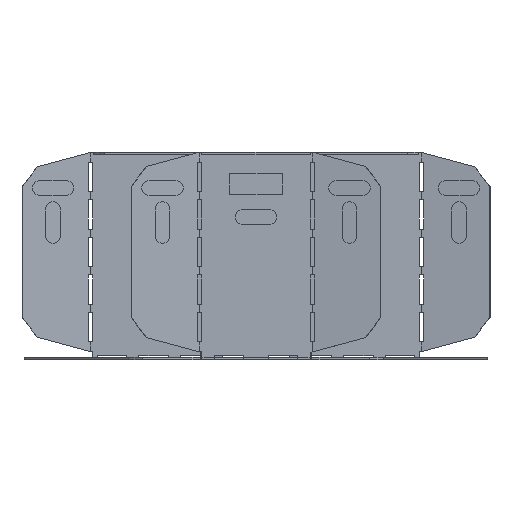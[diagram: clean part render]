
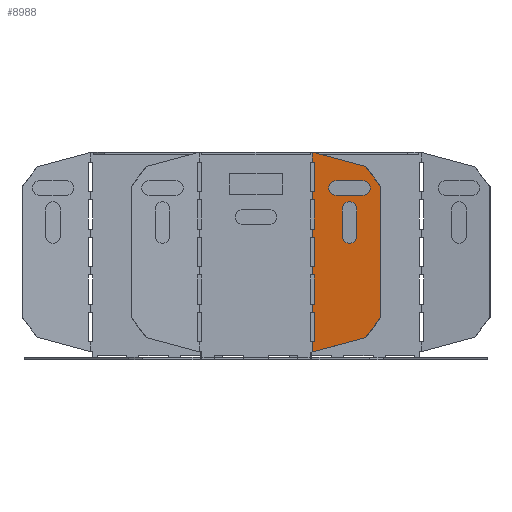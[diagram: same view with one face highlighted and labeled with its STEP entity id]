
A CAD part, front view. The second image highlights one B-rep face of the part: STEP entity #8988.
In plain terms, the highlighted planar face has unit normal (-0.131, -0.991, 0).
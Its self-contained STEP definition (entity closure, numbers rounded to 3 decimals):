
#344=FACE_OUTER_BOUND('',#709,.T.);
#709=EDGE_LOOP('',(#7210,#7211,#7212,#7213,#7214,#7215,#7216,#7217,#7218,
#7219,#7220,#7221,#7222,#7223,#7224,#7225,#7226,#7227,#7228,#7229,#7230,
#7231,#7232,#7233,#7234,#7235,#7236));
#1746=LINE('',#13960,#3017);
#1747=LINE('',#13962,#3018);
#1748=LINE('',#13964,#3019);
#1749=LINE('',#13966,#3020);
#1750=LINE('',#13968,#3021);
#1751=LINE('',#13970,#3022);
#1752=LINE('',#13972,#3023);
#1753=LINE('',#13974,#3024);
#1754=LINE('',#13976,#3025);
#1755=LINE('',#13978,#3026);
#1756=LINE('',#13980,#3027);
#1757=LINE('',#13982,#3028);
#1758=LINE('',#13984,#3029);
#1759=LINE('',#13986,#3030);
#1760=LINE('',#13988,#3031);
#1761=LINE('',#13990,#3032);
#1762=LINE('',#13992,#3033);
#1763=LINE('',#13994,#3034);
#1764=LINE('',#13996,#3035);
#1765=LINE('',#13998,#3036);
#1766=LINE('',#14000,#3037);
#1767=LINE('',#14002,#3038);
#1768=LINE('',#14004,#3039);
#1769=LINE('',#14006,#3040);
#1770=LINE('',#14008,#3041);
#1771=LINE('',#14010,#3042);
#1772=LINE('',#14011,#3043);
#3017=VECTOR('',#11221,1.);
#3018=VECTOR('',#11222,1.);
#3019=VECTOR('',#11223,1.);
#3020=VECTOR('',#11224,1.);
#3021=VECTOR('',#11225,1.);
#3022=VECTOR('',#11226,1.);
#3023=VECTOR('',#11227,1.);
#3024=VECTOR('',#11228,1.);
#3025=VECTOR('',#11229,1.);
#3026=VECTOR('',#11230,1.);
#3027=VECTOR('',#11231,1.);
#3028=VECTOR('',#11232,1.);
#3029=VECTOR('',#11233,1.);
#3030=VECTOR('',#11234,1.);
#3031=VECTOR('',#11235,1.);
#3032=VECTOR('',#11236,1.);
#3033=VECTOR('',#11237,1.);
#3034=VECTOR('',#11238,1.);
#3035=VECTOR('',#11239,1.);
#3036=VECTOR('',#11240,1.);
#3037=VECTOR('',#11241,1.);
#3038=VECTOR('',#11242,1.);
#3039=VECTOR('',#11243,1.);
#3040=VECTOR('',#11244,1.);
#3041=VECTOR('',#11245,1.);
#3042=VECTOR('',#11246,1.);
#3043=VECTOR('',#11247,1.);
#4264=VERTEX_POINT('',#13958);
#4265=VERTEX_POINT('',#13959);
#4266=VERTEX_POINT('',#13961);
#4267=VERTEX_POINT('',#13963);
#4268=VERTEX_POINT('',#13965);
#4269=VERTEX_POINT('',#13967);
#4270=VERTEX_POINT('',#13969);
#4271=VERTEX_POINT('',#13971);
#4272=VERTEX_POINT('',#13973);
#4273=VERTEX_POINT('',#13975);
#4274=VERTEX_POINT('',#13977);
#4275=VERTEX_POINT('',#13979);
#4276=VERTEX_POINT('',#13981);
#4277=VERTEX_POINT('',#13983);
#4278=VERTEX_POINT('',#13985);
#4279=VERTEX_POINT('',#13987);
#4280=VERTEX_POINT('',#13989);
#4281=VERTEX_POINT('',#13991);
#4282=VERTEX_POINT('',#13993);
#4283=VERTEX_POINT('',#13995);
#4284=VERTEX_POINT('',#13997);
#4285=VERTEX_POINT('',#13999);
#4286=VERTEX_POINT('',#14001);
#4287=VERTEX_POINT('',#14003);
#4288=VERTEX_POINT('',#14005);
#4289=VERTEX_POINT('',#14007);
#4290=VERTEX_POINT('',#14009);
#5568=EDGE_CURVE('',#4264,#4265,#1746,.T.);
#5569=EDGE_CURVE('',#4266,#4264,#1747,.T.);
#5570=EDGE_CURVE('',#4267,#4266,#1748,.T.);
#5571=EDGE_CURVE('',#4268,#4267,#1749,.T.);
#5572=EDGE_CURVE('',#4269,#4268,#1750,.T.);
#5573=EDGE_CURVE('',#4270,#4269,#1751,.T.);
#5574=EDGE_CURVE('',#4271,#4270,#1752,.T.);
#5575=EDGE_CURVE('',#4272,#4271,#1753,.T.);
#5576=EDGE_CURVE('',#4273,#4272,#1754,.T.);
#5577=EDGE_CURVE('',#4274,#4273,#1755,.T.);
#5578=EDGE_CURVE('',#4275,#4274,#1756,.T.);
#5579=EDGE_CURVE('',#4276,#4275,#1757,.T.);
#5580=EDGE_CURVE('',#4277,#4276,#1758,.T.);
#5581=EDGE_CURVE('',#4278,#4277,#1759,.T.);
#5582=EDGE_CURVE('',#4279,#4278,#1760,.T.);
#5583=EDGE_CURVE('',#4280,#4279,#1761,.T.);
#5584=EDGE_CURVE('',#4281,#4280,#1762,.T.);
#5585=EDGE_CURVE('',#4282,#4281,#1763,.T.);
#5586=EDGE_CURVE('',#4283,#4282,#1764,.T.);
#5587=EDGE_CURVE('',#4283,#4284,#1765,.T.);
#5588=EDGE_CURVE('',#4284,#4285,#1766,.T.);
#5589=EDGE_CURVE('',#4285,#4286,#1767,.T.);
#5590=EDGE_CURVE('',#4286,#4287,#1768,.T.);
#5591=EDGE_CURVE('',#4287,#4288,#1769,.T.);
#5592=EDGE_CURVE('',#4288,#4289,#1770,.T.);
#5593=EDGE_CURVE('',#4290,#4289,#1771,.T.);
#5594=EDGE_CURVE('',#4265,#4290,#1772,.T.);
#7210=ORIENTED_EDGE('',*,*,#5568,.F.);
#7211=ORIENTED_EDGE('',*,*,#5569,.F.);
#7212=ORIENTED_EDGE('',*,*,#5570,.F.);
#7213=ORIENTED_EDGE('',*,*,#5571,.F.);
#7214=ORIENTED_EDGE('',*,*,#5572,.F.);
#7215=ORIENTED_EDGE('',*,*,#5573,.F.);
#7216=ORIENTED_EDGE('',*,*,#5574,.F.);
#7217=ORIENTED_EDGE('',*,*,#5575,.F.);
#7218=ORIENTED_EDGE('',*,*,#5576,.F.);
#7219=ORIENTED_EDGE('',*,*,#5577,.F.);
#7220=ORIENTED_EDGE('',*,*,#5578,.F.);
#7221=ORIENTED_EDGE('',*,*,#5579,.F.);
#7222=ORIENTED_EDGE('',*,*,#5580,.F.);
#7223=ORIENTED_EDGE('',*,*,#5581,.F.);
#7224=ORIENTED_EDGE('',*,*,#5582,.F.);
#7225=ORIENTED_EDGE('',*,*,#5583,.F.);
#7226=ORIENTED_EDGE('',*,*,#5584,.F.);
#7227=ORIENTED_EDGE('',*,*,#5585,.F.);
#7228=ORIENTED_EDGE('',*,*,#5586,.F.);
#7229=ORIENTED_EDGE('',*,*,#5587,.T.);
#7230=ORIENTED_EDGE('',*,*,#5588,.T.);
#7231=ORIENTED_EDGE('',*,*,#5589,.T.);
#7232=ORIENTED_EDGE('',*,*,#5590,.T.);
#7233=ORIENTED_EDGE('',*,*,#5591,.T.);
#7234=ORIENTED_EDGE('',*,*,#5592,.T.);
#7235=ORIENTED_EDGE('',*,*,#5593,.F.);
#7236=ORIENTED_EDGE('',*,*,#5594,.F.);
#8623=PLANE('',#9788);
#8988=ADVANCED_FACE('',(#344),#8623,.F.);
#9788=AXIS2_PLACEMENT_3D('',#13957,#11219,#11220);
#11219=DIRECTION('center_axis',(0.131,0.991,0.));
#11220=DIRECTION('ref_axis',(0.,0.,
1.));
#11221=DIRECTION('',(0.,0.,1.));
#11222=DIRECTION('',(0.991,-0.131,0.));
#11223=DIRECTION('',(0.,0.,1.));
#11224=DIRECTION('',(-0.991,0.131,0.));
#11225=DIRECTION('',(0.,0.,1.));
#11226=DIRECTION('',(0.991,-0.131,0.));
#11227=DIRECTION('',(0.,0.,1.));
#11228=DIRECTION('',(-0.991,0.131,0.));
#11229=DIRECTION('',(0.,0.,1.));
#11230=DIRECTION('',(0.991,-0.131,0.));
#11231=DIRECTION('',(0.,0.,1.));
#11232=DIRECTION('',(-0.991,0.131,0.));
#11233=DIRECTION('',(0.,0.,1.));
#11234=DIRECTION('',(0.991,-0.131,0.));
#11235=DIRECTION('',(0.,0.,1.));
#11236=DIRECTION('',(-0.991,0.131,0.));
#11237=DIRECTION('',(0.,0.,1.));
#11238=DIRECTION('',(0.991,-0.131,0.));
#11239=DIRECTION('',(0.,0.,1.));
#11240=DIRECTION('',(0.958,-0.126,0.259));
#11241=DIRECTION('',(0.604,-0.079,0.793));
#11242=DIRECTION('',(0.,0.,1.));
#11243=DIRECTION('',(-0.604,0.079,0.793));
#11244=DIRECTION('',(-0.958,0.126,0.259));
#11245=DIRECTION('',(-0.991,0.131,0.));
#11246=DIRECTION('',(0.,0.,1.));
#11247=DIRECTION('',(-0.991,0.131,0.));
#13957=CARTESIAN_POINT('Origin',(82.634,15.353,-204.265));
#13958=CARTESIAN_POINT('',(110.394,11.698,80.534));
#13959=CARTESIAN_POINT('',(110.394,11.698,94.534));
#13960=CARTESIAN_POINT('',(110.394,11.698,87.534));
#13961=CARTESIAN_POINT('',(109.424,11.826,80.534));
#13962=CARTESIAN_POINT('',(109.942,11.757,80.534));
#13963=CARTESIAN_POINT('',(109.424,11.826,76.534));
#13964=CARTESIAN_POINT('',(109.424,11.826,-204.265));
#13965=CARTESIAN_POINT('',(110.394,11.698,76.534));
#13966=CARTESIAN_POINT('',(109.942,11.757,76.534));
#13967=CARTESIAN_POINT('',(110.394,11.698,62.534));
#13968=CARTESIAN_POINT('',(110.394,11.698,69.534));
#13969=CARTESIAN_POINT('',(109.424,11.826,62.534));
#13970=CARTESIAN_POINT('',(109.942,11.757,62.534));
#13971=CARTESIAN_POINT('',(109.424,11.826,58.534));
#13972=CARTESIAN_POINT('',(109.424,11.826,-204.265));
#13973=CARTESIAN_POINT('',(110.394,11.698,58.534));
#13974=CARTESIAN_POINT('',(109.942,11.757,58.534));
#13975=CARTESIAN_POINT('',(110.394,11.698,44.534));
#13976=CARTESIAN_POINT('',(110.394,11.698,51.534));
#13977=CARTESIAN_POINT('',(109.424,11.826,44.534));
#13978=CARTESIAN_POINT('',(109.942,11.757,44.534));
#13979=CARTESIAN_POINT('',(109.424,11.826,40.534));
#13980=CARTESIAN_POINT('',(109.424,11.826,-204.265));
#13981=CARTESIAN_POINT('',(110.394,11.698,40.534));
#13982=CARTESIAN_POINT('',(109.942,11.757,40.534));
#13983=CARTESIAN_POINT('',(110.394,11.698,26.534));
#13984=CARTESIAN_POINT('',(110.394,11.698,33.534));
#13985=CARTESIAN_POINT('',(109.424,11.826,26.534));
#13986=CARTESIAN_POINT('',(109.942,11.757,26.534));
#13987=CARTESIAN_POINT('',(109.424,11.826,22.534));
#13988=CARTESIAN_POINT('',(109.424,11.826,-204.265));
#13989=CARTESIAN_POINT('',(110.394,11.698,22.534));
#13990=CARTESIAN_POINT('',(109.942,11.757,22.534));
#13991=CARTESIAN_POINT('',(110.394,11.698,8.534));
#13992=CARTESIAN_POINT('',(110.394,11.698,15.534));
#13993=CARTESIAN_POINT('',(109.424,11.826,8.534));
#13994=CARTESIAN_POINT('',(109.942,11.757,8.534));
#13995=CARTESIAN_POINT('',(109.424,11.826,3.647));
#13996=CARTESIAN_POINT('',(109.424,11.826,-204.265));
#13997=CARTESIAN_POINT('',(134.878,8.475,10.526));
#13998=CARTESIAN_POINT('',(122.636,10.086,7.218));
#13999=CARTESIAN_POINT('',(142.12,7.521,20.046));
#14000=CARTESIAN_POINT('',(138.499,7.998,15.286));
#14001=CARTESIAN_POINT('',(142.12,7.521,83.022));
#14002=CARTESIAN_POINT('',(142.12,7.521,51.534));
#14003=CARTESIAN_POINT('',(134.878,8.475,92.542));
#14004=CARTESIAN_POINT('',(138.499,7.998,87.782));
#14005=CARTESIAN_POINT('',(110.394,11.698,99.159));
#14006=CARTESIAN_POINT('',(122.636,10.086,95.851));
#14007=CARTESIAN_POINT('',(109.424,11.826,99.159));
#14008=CARTESIAN_POINT('',(109.942,11.757,99.159));
#14009=CARTESIAN_POINT('',(109.424,11.826,94.534));
#14010=CARTESIAN_POINT('',(109.424,11.826,-204.265));
#14011=CARTESIAN_POINT('',(109.942,11.757,94.534));
